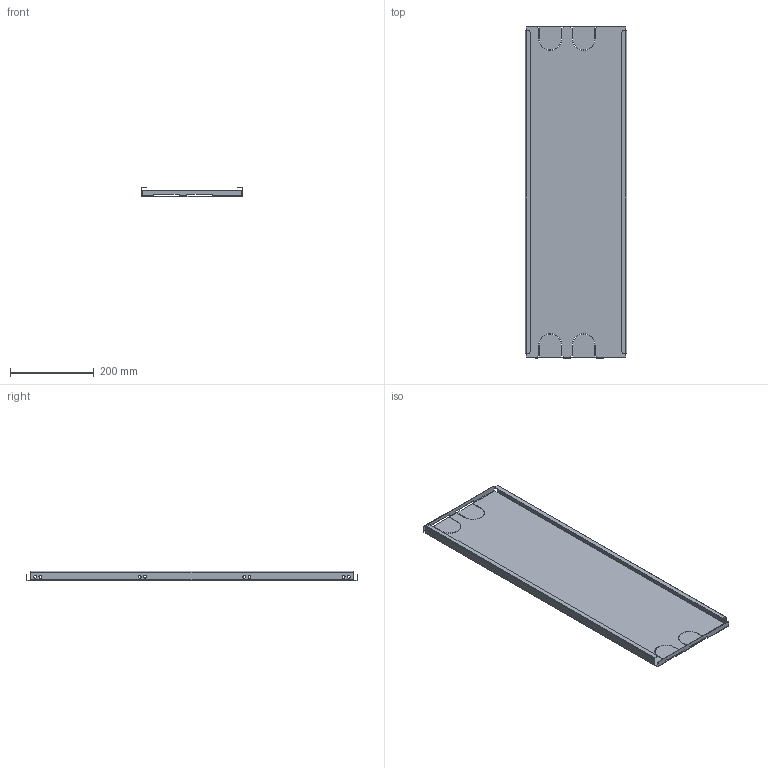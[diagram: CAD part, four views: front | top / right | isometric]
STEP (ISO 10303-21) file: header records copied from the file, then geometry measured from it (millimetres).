
FILE_DESCRIPTION (( 'STEP AP214' ), '1' );
FILE_NAME ('FO-00-CP-0245-080 FORMAT Ïàíåëü êàáåëüíàÿ 245õ800ìì IEK.STEP', '2022-05-31T08:24:43', ( '' ), ( '' ), 'SwSTEP 2.0', 'SolidWorks 2017', '' );
FILE_SCHEMA (( 'AUTOMOTIVE_DESIGN' ));
Length unit declared in the file: millimetre
Products named in the file (1): FO-00-CP-0245-080 FORMAT Ïàíåëü êàáåëüíàÿ 245õ800ìì IEK
Bounding box: 243.4 x 794 x 22.2 mm (x, y, z)
Volume: 292286.6 mm3; surface area: 492228.3 mm2
Topology: 1 solids, 1 shells, 194 faces, 552 edges, 352 vertices
Faces by surface type: plane 118, cylinder 76
Entity records: 6410 total; most frequent: ORIENTED_EDGE 1104, CARTESIAN_POINT 1099, DIRECTION 1094, EDGE_CURVE 552, VECTOR 400, LINE 400, VERTEX_POINT 352, AXIS2_PLACEMENT_3D 347
